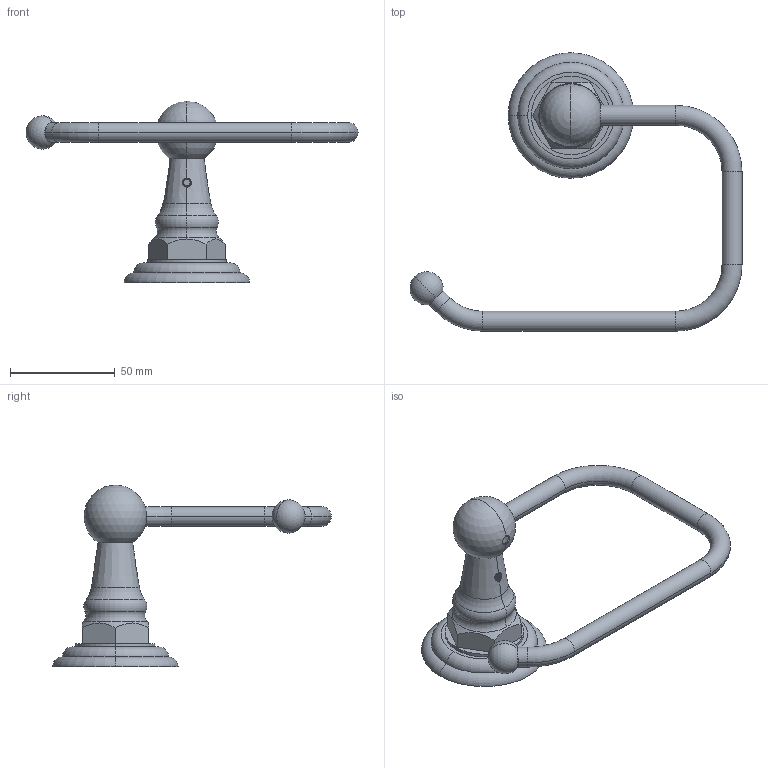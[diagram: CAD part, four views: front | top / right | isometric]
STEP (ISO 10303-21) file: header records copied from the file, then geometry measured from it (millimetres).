
FILE_DESCRIPTION((''),'2;1');
FILE_NAME('13-27_WEB','2010-06-21T',('shambuling'),(''),'PRO/ENGINEER BY PARAMETRIC TECHNOLOGY CORPORATION, 2009300','PRO/ENGINEER BY PARAMETRIC TECHNOLOGY CORPORATION, 2009300','');
FILE_SCHEMA(('CONFIG_CONTROL_DESIGN'));
Length unit declared in the file: inch
Products named in the file (1): 13-27_WEB
Bounding box: 158.64 x 133.16 x 86.8 mm (x, y, z)
Surface area: 26419.2 mm2 (no closed solid volume)
Topology: 0 solids, 12 shells, 76 faces, 212 edges, 140 vertices
Faces by surface type: cylinder 29, torus 16, plane 13, cone 8, bspline 6, sphere 4
Entity records: 4163 total; most frequent: CARTESIAN_POINT 2344, DIRECTION 355, ORIENTED_EDGE 346, EDGE_CURVE 208, AXIS2_PLACEMENT_3D 150, VERTEX_POINT 140, CIRCLE 80, EDGE_LOOP 76
